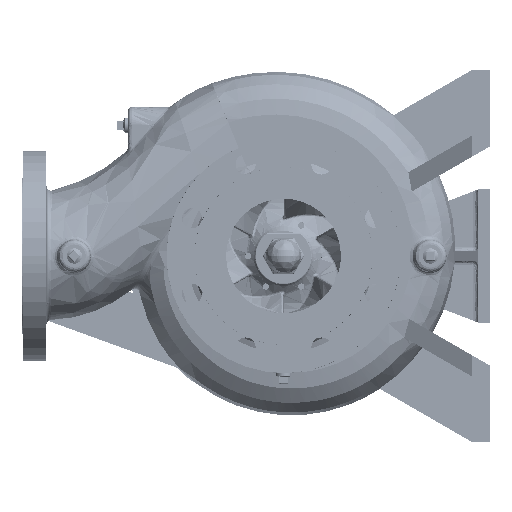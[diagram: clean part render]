
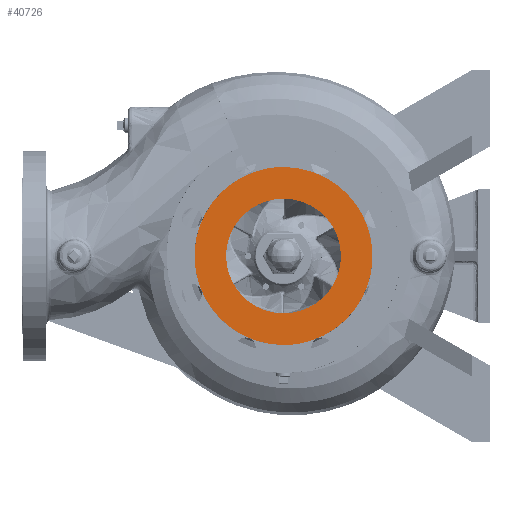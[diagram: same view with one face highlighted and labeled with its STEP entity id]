
A CAD part, left-side view. The second image highlights one B-rep face of the part: STEP entity #40726.
In plain terms, the highlighted free-form (B-spline) face has degree [1, 1] with [2, 2] control points.
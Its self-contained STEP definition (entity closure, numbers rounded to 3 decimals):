
#20239 = EDGE_CURVE('',#20240,#20242,#20244,.T.);
#20240 = VERTEX_POINT('',#20241);
#20241 = CARTESIAN_POINT('',(-810.355,0.,
    -145.027));
#20242 = VERTEX_POINT('',#20243);
#20243 = CARTESIAN_POINT('',(-810.355,0.,145.027));
#20244 = ( BOUNDED_CURVE() B_SPLINE_CURVE(2,(#20245,#20246,#20247,#20248
,#20249),.UNSPECIFIED.,.F.,.F.) B_SPLINE_CURVE_WITH_KNOTS((3,2,3),(0.,
1.571,3.142),.PIECEWISE_BEZIER_KNOTS.) CURVE() 
GEOMETRIC_REPRESENTATION_ITEM() RATIONAL_B_SPLINE_CURVE((1.,
0.707,1.,0.707,1.)) REPRESENTATION_ITEM('') );
#20245 = CARTESIAN_POINT('',(-810.355,0.,
    -145.027));
#20246 = CARTESIAN_POINT('',(-810.355,145.027,
    -145.027));
#20247 = CARTESIAN_POINT('',(-810.355,145.027,
    0.));
#20248 = CARTESIAN_POINT('',(-810.355,145.027,
    145.027));
#20249 = CARTESIAN_POINT('',(-810.355,0.,145.027));
#20465 = VERTEX_POINT('',#20466);
#20466 = CARTESIAN_POINT('',(-810.355,0.,
    -93.445));
#20490 = VERTEX_POINT('',#20491);
#20491 = CARTESIAN_POINT('',(-810.355,0.,
    93.445));
#20496 = EDGE_CURVE('',#20490,#20465,#20497,.T.);
#20497 = ( BOUNDED_CURVE() B_SPLINE_CURVE(2,(#20498,#20499,#20500,#20501
,#20502),.UNSPECIFIED.,.F.,.F.) B_SPLINE_CURVE_WITH_KNOTS((3,2,3),(
    3.142,4.712,6.283),
.PIECEWISE_BEZIER_KNOTS.) CURVE() GEOMETRIC_REPRESENTATION_ITEM() 
RATIONAL_B_SPLINE_CURVE((1.,0.707,1.,0.707,1.)) 
REPRESENTATION_ITEM('') );
#20498 = CARTESIAN_POINT('',(-810.355,0.,
    93.445));
#20499 = CARTESIAN_POINT('',(-810.355,-93.445,
    93.445));
#20500 = CARTESIAN_POINT('',(-810.355,-93.445,
    0.));
#20501 = CARTESIAN_POINT('',(-810.355,-93.445,
    -93.445));
#20502 = CARTESIAN_POINT('',(-810.355,0.,
    -93.445));
#38977 = EDGE_CURVE('',#20242,#20240,#38978,.T.);
#38978 = ( BOUNDED_CURVE() B_SPLINE_CURVE(2,(#38979,#38980,#38981,#38982
,#38983),.UNSPECIFIED.,.F.,.F.) B_SPLINE_CURVE_WITH_KNOTS((3,2,3),(
    3.142,4.712,6.283),
.PIECEWISE_BEZIER_KNOTS.) CURVE() GEOMETRIC_REPRESENTATION_ITEM() 
RATIONAL_B_SPLINE_CURVE((1.,0.707,1.,0.707,1.)) 
REPRESENTATION_ITEM('') );
#38979 = CARTESIAN_POINT('',(-810.355,0.,145.027));
#38980 = CARTESIAN_POINT('',(-810.355,-145.027,
    145.027));
#38981 = CARTESIAN_POINT('',(-810.355,-145.027,
    0.));
#38982 = CARTESIAN_POINT('',(-810.355,-145.027,
    -145.027));
#38983 = CARTESIAN_POINT('',(-810.355,0.,
    -145.027));
#40726 = ADVANCED_FACE('',(#40727,#40731),#40742,.F.);
#40727 = FACE_BOUND('',#40728,.T.);
#40728 = EDGE_LOOP('',(#40729,#40730));
#40729 = ORIENTED_EDGE('',*,*,#20239,.F.);
#40730 = ORIENTED_EDGE('',*,*,#38977,.F.);
#40731 = FACE_BOUND('',#40732,.T.);
#40732 = EDGE_LOOP('',(#40733,#40741));
#40733 = ORIENTED_EDGE('',*,*,#40734,.T.);
#40734 = EDGE_CURVE('',#20465,#20490,#40735,.T.);
#40735 = ( BOUNDED_CURVE() B_SPLINE_CURVE(2,(#40736,#40737,#40738,#40739
,#40740),.UNSPECIFIED.,.F.,.F.) B_SPLINE_CURVE_WITH_KNOTS((3,2,3),(0.,
1.571,3.142),.PIECEWISE_BEZIER_KNOTS.) CURVE() 
GEOMETRIC_REPRESENTATION_ITEM() RATIONAL_B_SPLINE_CURVE((1.,
0.707,1.,0.707,1.)) REPRESENTATION_ITEM('') );
#40736 = CARTESIAN_POINT('',(-810.355,0.,
    -93.445));
#40737 = CARTESIAN_POINT('',(-810.355,93.445,
    -93.445));
#40738 = CARTESIAN_POINT('',(-810.355,93.445,
    0.));
#40739 = CARTESIAN_POINT('',(-810.355,93.445,
    93.445));
#40740 = CARTESIAN_POINT('',(-810.355,0.,
    93.445));
#40741 = ORIENTED_EDGE('',*,*,#20496,.T.);
#40742 = B_SPLINE_SURFACE_WITH_KNOTS('',1,1,(
    (#40743,#40744)
    ,(#40745,#40746
    )),.UNSPECIFIED.,.F.,.F.,.F.,(2,2),(2,2),(-97.,97.),(-194.,0.),
  .PIECEWISE_BEZIER_KNOTS.);
#40743 = CARTESIAN_POINT('',(-810.355,-145.027,
    145.027));
#40744 = CARTESIAN_POINT('',(-810.355,145.027,
    145.027));
#40745 = CARTESIAN_POINT('',(-810.355,-145.027,
    -145.027));
#40746 = CARTESIAN_POINT('',(-810.355,145.027,
    -145.027));
